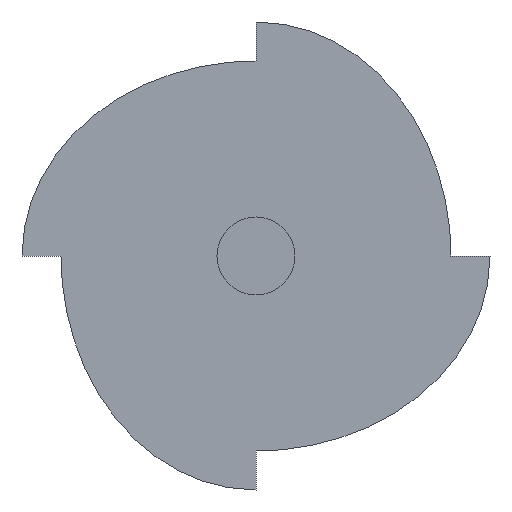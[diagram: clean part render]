
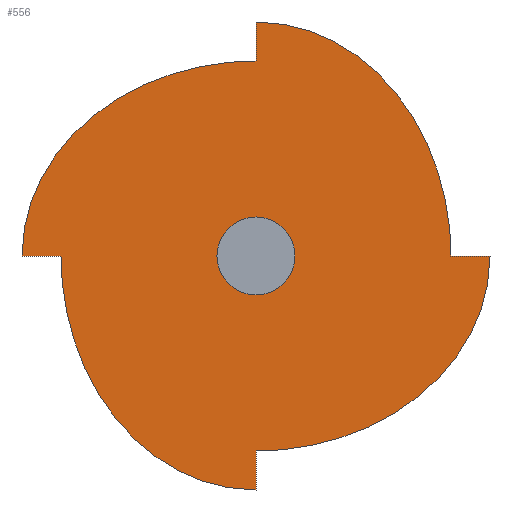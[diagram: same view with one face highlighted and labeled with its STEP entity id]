
A CAD part, front view. The second image highlights one B-rep face of the part: STEP entity #556.
In plain terms, the highlighted planar face has unit normal (0, -1, 0).
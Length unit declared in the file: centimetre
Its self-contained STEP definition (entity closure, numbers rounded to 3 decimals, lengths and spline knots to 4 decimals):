
#1 = ORIENTED_EDGE ( 'NONE', *, *, #15, .F. ) ;
#9 = CARTESIAN_POINT ( 'NONE',  ( 5., 0., 0. ) ) ;
#12 = DIRECTION ( 'NONE',  ( 0., -1., 0. ) ) ;
#14 = CIRCLE ( 'NONE', #41, 1. ) ;
#15 = EDGE_CURVE ( 'NONE', #356, #547, #14, .T. ) ;
#18 = DIRECTION ( 'NONE',  ( -1., 0., 0. ) ) ;
#41 = AXIS2_PLACEMENT_3D ( 'NONE', #244, #249, #381 ) ;
#47 = CARTESIAN_POINT ( 'NONE',  ( 0., 0., -5. ) ) ;
#50 = CARTESIAN_POINT ( 'NONE',  ( -3.5147, 0., 5. ) ) ;
#52 = ORIENTED_EDGE ( 'NONE', *, *, #96, .F. ) ;
#60 = CARTESIAN_POINT ( 'NONE',  ( 5., 0., 3.5147 ) ) ;
#71 = CARTESIAN_POINT ( 'NONE',  ( -5., 0., 0. ) ) ;
#83 = EDGE_LOOP ( 'NONE', ( #52, #1 ) ) ;
#85 = CARTESIAN_POINT ( 'NONE',  ( 0., 0., -6. ) ) ;
#93 = EDGE_CURVE ( 'NONE', #534, #588, #166, .T. ) ;
#96 = EDGE_CURVE ( 'NONE', #547, #356, #339, .T. ) ;
#102 = CARTESIAN_POINT ( 'NONE',  ( 0., 0., 0. ) ) ;
#110 =( BOUNDED_CURVE ( )  B_SPLINE_CURVE ( 3, ( #386, #569, #479, #382 ),
 .UNSPECIFIED., .F., .F. ) 
 B_SPLINE_CURVE_WITH_KNOTS ( ( 4, 4 ),
 ( 0., 1.5708 ),
 .UNSPECIFIED. ) 
 CURVE ( )  GEOMETRIC_REPRESENTATION_ITEM ( )  RATIONAL_B_SPLINE_CURVE ( ( 1., 0.805, 0.805, 1. ) ) 
 REPRESENTATION_ITEM ( '' )  );
#112 = CARTESIAN_POINT ( 'NONE',  ( 0., 0., 0. ) ) ;
#115 = VERTEX_POINT ( 'NONE', #71 ) ;
#124 = CARTESIAN_POINT ( 'NONE',  ( -5., 0., 0. ) ) ;
#133 = VECTOR ( 'NONE', #18, 100. ) ;
#138 = EDGE_CURVE ( 'NONE', #455, #534, #498, .T. ) ;
#139 = CARTESIAN_POINT ( 'NONE',  ( 6., 0., 0. ) ) ;
#142 = CARTESIAN_POINT ( 'NONE',  ( -5., 0., -3.5147 ) ) ;
#147 = DIRECTION ( 'NONE',  ( 0., 1., 0. ) ) ;
#152 = CARTESIAN_POINT ( 'NONE',  ( 5., 0., 0. ) ) ;
#157 = PLANE ( 'NONE',  #365 ) ;
#166 =( BOUNDED_CURVE ( )  B_SPLINE_CURVE ( 3, ( #552, #555, #60, #9 ),
 .UNSPECIFIED., .F., .F. ) 
 B_SPLINE_CURVE_WITH_KNOTS ( ( 4, 4 ),
 ( 0., 1.5708 ),
 .UNSPECIFIED. ) 
 CURVE ( )  GEOMETRIC_REPRESENTATION_ITEM ( )  RATIONAL_B_SPLINE_CURVE ( ( 1., 0.805, 0.805, 1. ) ) 
 REPRESENTATION_ITEM ( '' )  );
#169 = VERTEX_POINT ( 'NONE', #47 ) ;
#179 = EDGE_CURVE ( 'NONE', #169, #208, #399, .T. ) ;
#181 = VECTOR ( 'NONE', #183, 100. ) ;
#183 = DIRECTION ( 'NONE',  ( 0., 0., -1. ) ) ;
#198 = FACE_OUTER_BOUND ( 'NONE', #228, .T. ) ;
#203 = EDGE_CURVE ( 'NONE', #588, #224, #223, .T. ) ;
#208 = VERTEX_POINT ( 'NONE', #85 ) ;
#223 = LINE ( 'NONE', #139, #518 ) ;
#224 = VERTEX_POINT ( 'NONE', #352 ) ;
#228 = EDGE_LOOP ( 'NONE', ( #326, #270, #426, #411, #444, #451, #440, #437 ) ) ;
#229 = EDGE_CURVE ( 'NONE', #208, #115, #573, .T. ) ;
#231 = DIRECTION ( 'NONE',  ( 1., 0., 0. ) ) ;
#241 = DIRECTION ( 'NONE',  ( 0., 0., 1. ) ) ;
#244 = CARTESIAN_POINT ( 'NONE',  ( 0., 0., 0. ) ) ;
#249 = DIRECTION ( 'NONE',  ( 0., -1., 0. ) ) ;
#267 = VERTEX_POINT ( 'NONE', #549 ) ;
#268 = CARTESIAN_POINT ( 'NONE',  ( 0., 0., 6. ) ) ;
#270 = ORIENTED_EDGE ( 'NONE', *, *, #179, .F. ) ;
#308 = EDGE_CURVE ( 'NONE', #267, #455, #445, .T. ) ;
#317 = CARTESIAN_POINT ( 'NONE',  ( -5., 0., 0. ) ) ;
#326 = ORIENTED_EDGE ( 'NONE', *, *, #229, .F. ) ;
#333 = EDGE_CURVE ( 'NONE', #224, #169, #110, .T. ) ;
#336 = CARTESIAN_POINT ( 'NONE',  ( -6., 0., 2.9289 ) ) ;
#339 = CIRCLE ( 'NONE', #427, 1. ) ;
#340 = CARTESIAN_POINT ( 'NONE',  ( 0., 0., -1. ) ) ;
#352 = CARTESIAN_POINT ( 'NONE',  ( 6., 0., 0. ) ) ;
#356 = VERTEX_POINT ( 'NONE', #340 ) ;
#364 = VECTOR ( 'NONE', #450, 100. ) ;
#365 = AXIS2_PLACEMENT_3D ( 'NONE', #102, #147, #464 ) ;
#369 = CARTESIAN_POINT ( 'NONE',  ( 0., 0., 6. ) ) ;
#374 = EDGE_CURVE ( 'NONE', #115, #267, #476, .T. ) ;
#381 = DIRECTION ( 'NONE',  ( 0., 0., 1. ) ) ;
#382 = CARTESIAN_POINT ( 'NONE',  ( 0., 0., -5. ) ) ;
#386 = CARTESIAN_POINT ( 'NONE',  ( 6., 0., 0. ) ) ;
#395 = CARTESIAN_POINT ( 'NONE',  ( 0., 0., -6. ) ) ;
#398 = CARTESIAN_POINT ( 'NONE',  ( 0., 0., 5. ) ) ;
#399 = LINE ( 'NONE', #395, #181 ) ;
#406 = CARTESIAN_POINT ( 'NONE',  ( 0., 0., -6. ) ) ;
#411 = ORIENTED_EDGE ( 'NONE', *, *, #203, .F. ) ;
#426 = ORIENTED_EDGE ( 'NONE', *, *, #333, .F. ) ;
#427 = AXIS2_PLACEMENT_3D ( 'NONE', #112, #12, #241 ) ;
#430 = CARTESIAN_POINT ( 'NONE',  ( 0., 0., 5. ) ) ;
#435 = CARTESIAN_POINT ( 'NONE',  ( -2.9289, 0., -6. ) ) ;
#437 = ORIENTED_EDGE ( 'NONE', *, *, #374, .F. ) ;
#440 = ORIENTED_EDGE ( 'NONE', *, *, #308, .F. ) ;
#444 = ORIENTED_EDGE ( 'NONE', *, *, #93, .F. ) ;
#445 =( BOUNDED_CURVE ( )  B_SPLINE_CURVE ( 3, ( #562, #336, #50, #430 ),
 .UNSPECIFIED., .F., .F. ) 
 B_SPLINE_CURVE_WITH_KNOTS ( ( 4, 4 ),
 ( 3.1416, 4.7124 ),
 .UNSPECIFIED. ) 
 CURVE ( )  GEOMETRIC_REPRESENTATION_ITEM ( )  RATIONAL_B_SPLINE_CURVE ( ( 1., 0.805, 0.805, 1. ) ) 
 REPRESENTATION_ITEM ( '' )  );
#450 = DIRECTION ( 'NONE',  ( 0., 0., 1. ) ) ;
#451 = ORIENTED_EDGE ( 'NONE', *, *, #138, .F. ) ;
#453 = CARTESIAN_POINT ( 'NONE',  ( 0., 0., 1. ) ) ;
#455 = VERTEX_POINT ( 'NONE', #398 ) ;
#464 = DIRECTION ( 'NONE',  ( 0., 0., 1. ) ) ;
#476 = LINE ( 'NONE', #124, #133 ) ;
#479 = CARTESIAN_POINT ( 'NONE',  ( 3.5147, 0., -5. ) ) ;
#498 = LINE ( 'NONE', #268, #364 ) ;
#513 = FACE_BOUND ( 'NONE', #83, .T. ) ;
#518 = VECTOR ( 'NONE', #231, 100. ) ;
#534 = VERTEX_POINT ( 'NONE', #369 ) ;
#547 = VERTEX_POINT ( 'NONE', #453 ) ;
#549 = CARTESIAN_POINT ( 'NONE',  ( -6., 0., 0. ) ) ;
#552 = CARTESIAN_POINT ( 'NONE',  ( 0., 0., 6. ) ) ;
#555 = CARTESIAN_POINT ( 'NONE',  ( 2.9289, 0., 6. ) ) ;
#556 = ADVANCED_FACE ( 'NONE', ( #513, #198 ), #157, .F. ) ;
#562 = CARTESIAN_POINT ( 'NONE',  ( -6., 0., 0. ) ) ;
#569 = CARTESIAN_POINT ( 'NONE',  ( 6., 0., -2.9289 ) ) ;
#573 =( BOUNDED_CURVE ( )  B_SPLINE_CURVE ( 3, ( #406, #435, #142, #317 ),
 .UNSPECIFIED., .F., .F. ) 
 B_SPLINE_CURVE_WITH_KNOTS ( ( 4, 4 ),
 ( 3.1416, 4.7124 ),
 .UNSPECIFIED. ) 
 CURVE ( )  GEOMETRIC_REPRESENTATION_ITEM ( )  RATIONAL_B_SPLINE_CURVE ( ( 1., 0.805, 0.805, 1. ) ) 
 REPRESENTATION_ITEM ( '' )  );
#588 = VERTEX_POINT ( 'NONE', #152 ) ;
